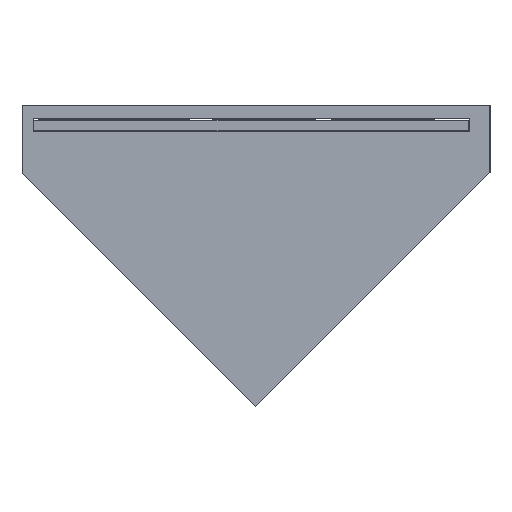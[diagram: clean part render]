
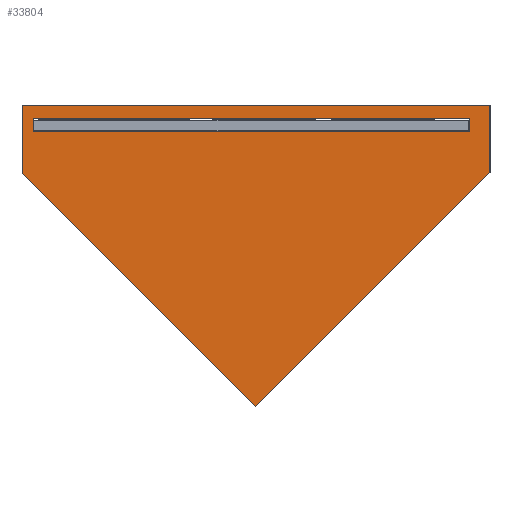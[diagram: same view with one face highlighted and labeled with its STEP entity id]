
A CAD part, left-side view. The second image highlights one B-rep face of the part: STEP entity #33804.
In plain terms, the highlighted planar face has unit normal (-1, 0, 0).
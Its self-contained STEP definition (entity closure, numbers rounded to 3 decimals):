
#1665=FACE_BOUND('',#7664,.T.);
#2607=PLANE('',#38358);
#4638=FACE_OUTER_BOUND('',#7663,.T.);
#7663=EDGE_LOOP('',(#30616,#30617,#30618,#30619,#30620));
#7664=EDGE_LOOP('',(#30621,#30622,#30623,#30624));
#9936=LINE('',#58444,#12237);
#9937=LINE('',#58446,#12238);
#9938=LINE('',#58448,#12239);
#9939=LINE('',#58450,#12240);
#9940=LINE('',#58451,#12241);
#9941=LINE('',#58454,#12242);
#9942=LINE('',#58456,#12243);
#9943=LINE('',#58458,#12244);
#9944=LINE('',#58459,#12245);
#12237=VECTOR('',#48989,10.);
#12238=VECTOR('',#48990,10.);
#12239=VECTOR('',#48991,10.);
#12240=VECTOR('',#48992,10.);
#12241=VECTOR('',#48993,10.);
#12242=VECTOR('',#48994,10.);
#12243=VECTOR('',#48995,10.);
#12244=VECTOR('',#48996,10.);
#12245=VECTOR('',#48997,10.);
#17359=VERTEX_POINT('',#58442);
#17360=VERTEX_POINT('',#58443);
#17361=VERTEX_POINT('',#58445);
#17362=VERTEX_POINT('',#58447);
#17363=VERTEX_POINT('',#58449);
#17364=VERTEX_POINT('',#58452);
#17365=VERTEX_POINT('',#58453);
#17366=VERTEX_POINT('',#58455);
#17367=VERTEX_POINT('',#58457);
#21784=EDGE_CURVE('',#17359,#17360,#9936,.T.);
#21785=EDGE_CURVE('',#17361,#17359,#9937,.T.);
#21786=EDGE_CURVE('',#17362,#17361,#9938,.T.);
#21787=EDGE_CURVE('',#17363,#17362,#9939,.T.);
#21788=EDGE_CURVE('',#17360,#17363,#9940,.T.);
#21789=EDGE_CURVE('',#17364,#17365,#9941,.T.);
#21790=EDGE_CURVE('',#17366,#17364,#9942,.T.);
#21791=EDGE_CURVE('',#17367,#17366,#9943,.T.);
#21792=EDGE_CURVE('',#17365,#17367,#9944,.T.);
#30616=ORIENTED_EDGE('',*,*,#21784,.F.);
#30617=ORIENTED_EDGE('',*,*,#21785,.F.);
#30618=ORIENTED_EDGE('',*,*,#21786,.F.);
#30619=ORIENTED_EDGE('',*,*,#21787,.F.);
#30620=ORIENTED_EDGE('',*,*,#21788,.F.);
#30621=ORIENTED_EDGE('',*,*,#21789,.F.);
#30622=ORIENTED_EDGE('',*,*,#21790,.F.);
#30623=ORIENTED_EDGE('',*,*,#21791,.F.);
#30624=ORIENTED_EDGE('',*,*,#21792,.F.);
#33804=ADVANCED_FACE('',(#4638,#1665),#2607,.F.);
#38358=AXIS2_PLACEMENT_3D('',#58441,#48987,#48988);
#48987=DIRECTION('center_axis',(1.,0.,0.));
#48988=DIRECTION('ref_axis',(0.,0.,-1.));
#48989=DIRECTION('',(0.,-1.,0.));
#48990=DIRECTION('',(0.,0.,1.));
#48991=DIRECTION('',(0.,0.705,0.71));
#48992=DIRECTION('',(0.,0.707,-0.707));
#48993=DIRECTION('',(0.,0.,-1.));
#48994=DIRECTION('',(0.,-1.,0.));
#48995=DIRECTION('',(0.,0.,-1.));
#48996=DIRECTION('',(0.,1.,0.));
#48997=DIRECTION('',(0.,0.,1.));
#58441=CARTESIAN_POINT('Origin',(0.,46.88,-21.2));
#58442=CARTESIAN_POINT('',(0.,81.76,3.8));
#58443=CARTESIAN_POINT('',(0.,12.,3.8));
#58444=CARTESIAN_POINT('',(0.,29.44,3.8));
#58445=CARTESIAN_POINT('',(0.,81.76,-6.2));
#58446=CARTESIAN_POINT('',(0.,81.76,-13.7));
#58447=CARTESIAN_POINT('',(0.,47.,-41.2));
#58448=CARTESIAN_POINT('',(0.,69.35,-18.696));
#58449=CARTESIAN_POINT('',(0.,12.,-6.2));
#58450=CARTESIAN_POINT('',(0.,41.97,-36.17));
#58451=CARTESIAN_POINT('',(0.,12.,-13.7));
#58452=CARTESIAN_POINT('',(0.,80.,-0.2));
#58453=CARTESIAN_POINT('',(0.,15.,-0.2));
#58454=CARTESIAN_POINT('',(0.,30.94,-0.2));
#58455=CARTESIAN_POINT('',(0.,80.,1.8));
#58456=CARTESIAN_POINT('',(0.,80.,-10.7));
#58457=CARTESIAN_POINT('',(0.,15.,1.8));
#58458=CARTESIAN_POINT('',(0.,63.44,1.8));
#58459=CARTESIAN_POINT('',(0.,15.,-9.7));
